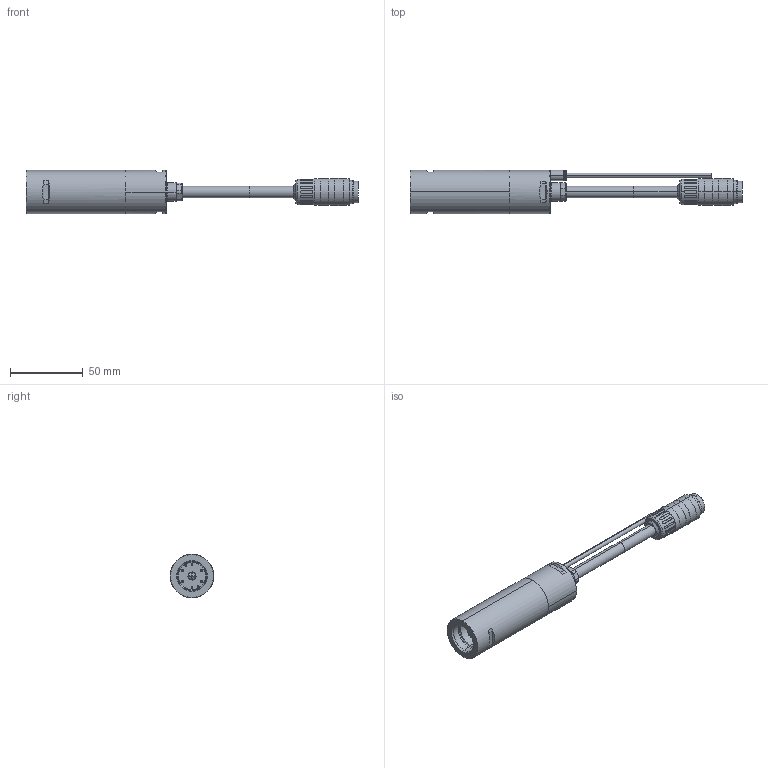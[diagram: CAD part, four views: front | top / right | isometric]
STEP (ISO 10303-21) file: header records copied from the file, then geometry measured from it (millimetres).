
FILE_DESCRIPTION (( 'STEP AP203' ), '1' );
FILE_NAME ('E372001-(ﾓｰﾀ&ｺｰﾄﾞ).STEP', '2018-12-27T05:02:34', ( '' ), ( '' ), 'SwSTEP 2.0', 'SolidWorks 2013', '' );
FILE_SCHEMA (( 'CONFIG_CONTROL_DESIGN' ));
Length unit declared in the file: millimetre
Products named in the file (1): E372001-(ﾓｰﾀ&ｺｰﾄﾞ)
Bounding box: 228.7 x 30 x 30 mm (x, y, z)
Volume: 41050.1 mm3; surface area: 33576.3 mm2
Topology: 10 solids, 10 shells, 598 faces, 1395 edges, 871 vertices
Faces by surface type: cylinder 242, plane 199, cone 133, bspline 12, sphere 12
Entity records: 17621 total; most frequent: CARTESIAN_POINT 4015, DIRECTION 2964, ORIENTED_EDGE 2686, EDGE_CURVE 1343, AXIS2_PLACEMENT_3D 1186, VERTEX_POINT 847, EDGE_LOOP 710, CIRCLE 599
